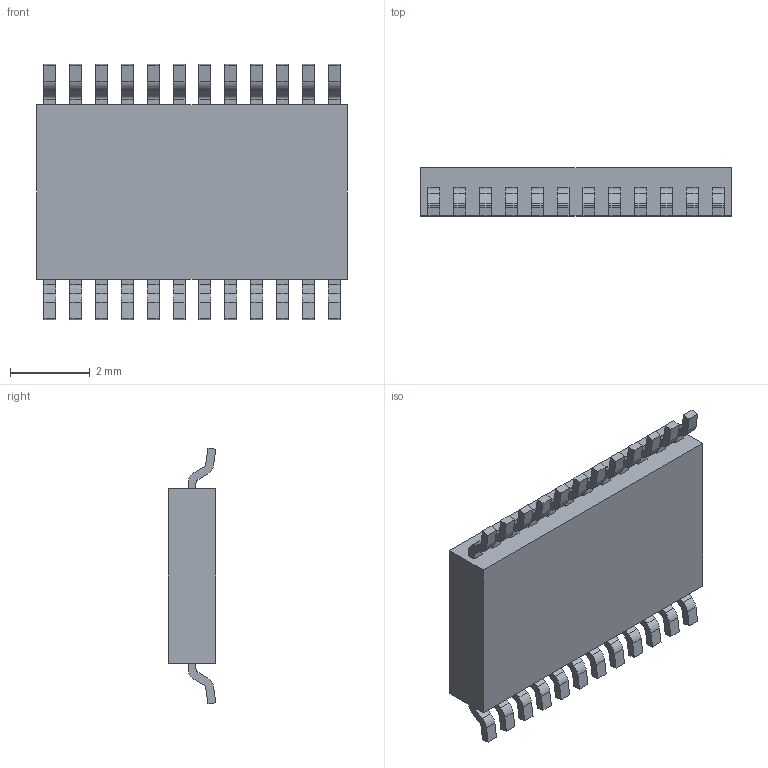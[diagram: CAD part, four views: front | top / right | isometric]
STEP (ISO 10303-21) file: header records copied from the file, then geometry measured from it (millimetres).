
FILE_DESCRIPTION(/* description */ (''),/* implementation_level */ '2;1');
FILE_NAME(/* name */ 'GateDriver-A4940KLPTR-T.ipt.step',/* time_stamp */ '2017-01-04T15:01:46-08:00',/* author */ ('PhillipD'),/* organization */ (''),/* preprocessor_version */ 'ST-DEVELOPER v16.5',/* originating_system */ 'Autodesk Inventor 2017',/* authorisation */ '');
FILE_SCHEMA (('AUTOMOTIVE_DESIGN { 1 0 10303 214 3 1 1 }'));
Length unit declared in the file: millimetre
Products named in the file (1): GateDriver-A4940KLPTR-T
Bounding box: 7.8 x 1.2 x 6.43 mm (x, y, z)
Volume: 42.9 mm3; surface area: 127.2 mm2
Topology: 1 solids, 1 shells, 318 faces, 876 edges, 584 vertices
Faces by surface type: plane 222, cylinder 96
Entity records: 10142 total; most frequent: CARTESIAN_POINT 1779, ORIENTED_EDGE 1752, DIRECTION 1706, EDGE_CURVE 876, LINE 684, VECTOR 684, VERTEX_POINT 584, AXIS2_PLACEMENT_3D 511
